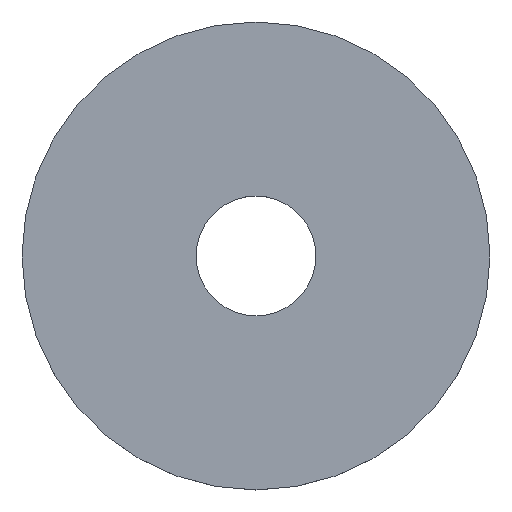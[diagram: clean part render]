
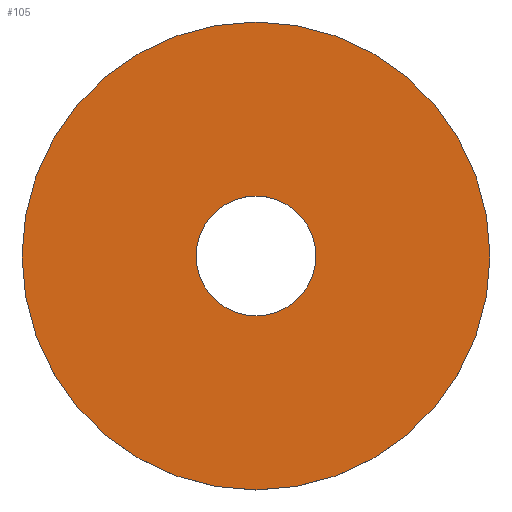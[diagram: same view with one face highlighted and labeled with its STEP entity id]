
A CAD part, top view. The second image highlights one B-rep face of the part: STEP entity #105.
In plain terms, the highlighted planar face has unit normal (0, 0, 1).
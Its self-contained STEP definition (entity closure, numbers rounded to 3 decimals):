
#5 = EDGE_LOOP ( 'NONE', ( #115 ) ) ;
#7 = DIRECTION ( 'NONE',  ( 1., 0., 0. ) ) ;
#25 = DIRECTION ( 'NONE',  ( 1., 0., 0. ) ) ;
#38 = DIRECTION ( 'NONE',  ( 1., 0., 0. ) ) ;
#39 = CIRCLE ( 'NONE', #51, 3.2 ) ;
#46 = CARTESIAN_POINT ( 'NONE',  ( 0., 0., 1.25 ) ) ;
#48 = DIRECTION ( 'NONE',  ( 0., 0., 1. ) ) ;
#49 = VERTEX_POINT ( 'NONE', #111 ) ;
#51 = AXIS2_PLACEMENT_3D ( 'NONE', #87, #119, #7 ) ;
#62 = AXIS2_PLACEMENT_3D ( 'NONE', #133, #48, #38 ) ;
#77 = AXIS2_PLACEMENT_3D ( 'NONE', #46, #118, #25 ) ;
#79 = PLANE ( 'NONE',  #77 ) ;
#84 = CIRCLE ( 'NONE', #62, 12.5 ) ;
#87 = CARTESIAN_POINT ( 'NONE',  ( 0., 0., 1.25 ) ) ;
#89 = EDGE_CURVE ( 'NONE', #49, #49, #39, .T. ) ;
#100 = VERTEX_POINT ( 'NONE', #101 ) ;
#101 = CARTESIAN_POINT ( 'NONE',  ( 12.5, 0., 1.25 ) ) ;
#105 = ADVANCED_FACE ( 'NONE', ( #120, #110 ), #79, .T. ) ;
#108 = EDGE_LOOP ( 'NONE', ( #132 ) ) ;
#109 = EDGE_CURVE ( 'NONE', #100, #100, #84, .T. ) ;
#110 = FACE_BOUND ( 'NONE', #108, .T. ) ;
#111 = CARTESIAN_POINT ( 'NONE',  ( 3.2, 0., 1.25 ) ) ;
#115 = ORIENTED_EDGE ( 'NONE', *, *, #109, .T. ) ;
#118 = DIRECTION ( 'NONE',  ( 0., 0., 1. ) ) ;
#119 = DIRECTION ( 'NONE',  ( 0., 0., 1. ) ) ;
#120 = FACE_OUTER_BOUND ( 'NONE', #5, .T. ) ;
#132 = ORIENTED_EDGE ( 'NONE', *, *, #89, .F. ) ;
#133 = CARTESIAN_POINT ( 'NONE',  ( 0., 0., 1.25 ) ) ;
